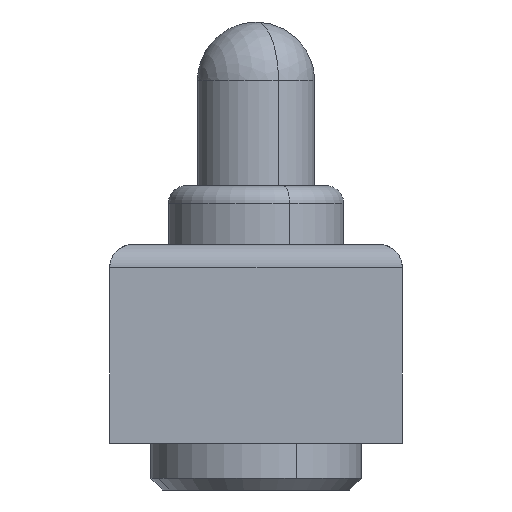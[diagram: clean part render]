
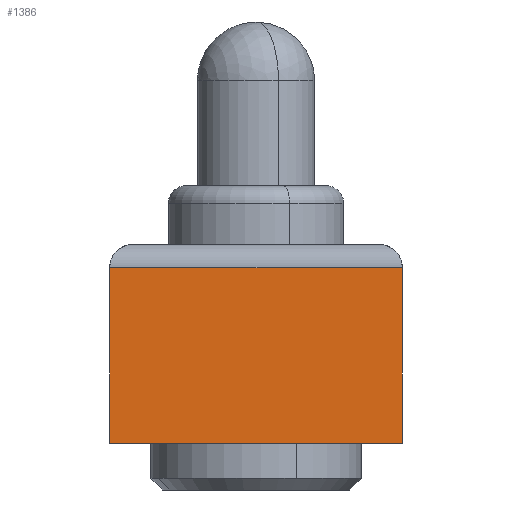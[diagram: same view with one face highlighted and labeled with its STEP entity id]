
A CAD part, left-side view. The second image highlights one B-rep face of the part: STEP entity #1386.
In plain terms, the highlighted planar face has unit normal (-1, 0, 0).
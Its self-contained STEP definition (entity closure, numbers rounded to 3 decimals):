
#12 = EDGE_CURVE ( 'NONE', #1417, #591, #1223, .T. ) ;
#48 = DIRECTION ( 'NONE',  ( 1., 0., 0. ) ) ;
#121 = ORIENTED_EDGE ( 'NONE', *, *, #152, .T. ) ;
#129 = VECTOR ( 'NONE', #1689, 1000. ) ;
#131 = ORIENTED_EDGE ( 'NONE', *, *, #1529, .T. ) ;
#152 = EDGE_CURVE ( 'NONE', #591, #1628, #243, .T. ) ;
#192 = ORIENTED_EDGE ( 'NONE', *, *, #12, .T. ) ;
#211 = EDGE_CURVE ( 'NONE', #1417, #1424, #685, .T. ) ;
#221 = AXIS2_PLACEMENT_3D ( 'NONE', #768, #48, #1390 ) ;
#243 = LINE ( 'NONE', #955, #1571 ) ;
#301 = CARTESIAN_POINT ( 'NONE',  ( 0., 1.25, 0. ) ) ;
#357 = DIRECTION ( 'NONE',  ( 0., 0., -1. ) ) ;
#391 = CARTESIAN_POINT ( 'NONE',  ( 0., 0., 0. ) ) ;
#535 = CARTESIAN_POINT ( 'NONE',  ( 0., -1.25, 1.7 ) ) ;
#591 = VERTEX_POINT ( 'NONE', #659 ) ;
#614 = ORIENTED_EDGE ( 'NONE', *, *, #211, .F. ) ;
#618 = CARTESIAN_POINT ( 'NONE',  ( 0., 0., 1.5 ) ) ;
#644 = VECTOR ( 'NONE', #1572, 1000. ) ;
#659 = CARTESIAN_POINT ( 'NONE',  ( 0., 1.25, 1.5 ) ) ;
#685 = LINE ( 'NONE', #535, #644 ) ;
#762 = VECTOR ( 'NONE', #1231, 1000. ) ;
#768 = CARTESIAN_POINT ( 'NONE',  ( 0., 0., 1.7 ) ) ;
#955 = CARTESIAN_POINT ( 'NONE',  ( 0., 1.25, 1.7 ) ) ;
#1103 = EDGE_LOOP ( 'NONE', ( #614, #192, #121, #131 ) ) ;
#1223 = LINE ( 'NONE', #618, #762 ) ;
#1231 = DIRECTION ( 'NONE',  ( 0., 1., 0. ) ) ;
#1361 = CARTESIAN_POINT ( 'NONE',  ( 0., -1.25, 1.5 ) ) ;
#1386 = ADVANCED_FACE ( 'NONE', ( #1670 ), #1643, .F. ) ;
#1390 = DIRECTION ( 'NONE',  ( 0., 1., 0. ) ) ;
#1417 = VERTEX_POINT ( 'NONE', #1361 ) ;
#1424 = VERTEX_POINT ( 'NONE', #1805 ) ;
#1529 = EDGE_CURVE ( 'NONE', #1628, #1424, #1716, .T. ) ;
#1571 = VECTOR ( 'NONE', #357, 1000. ) ;
#1572 = DIRECTION ( 'NONE',  ( 0., 0., -1. ) ) ;
#1628 = VERTEX_POINT ( 'NONE', #301 ) ;
#1643 = PLANE ( 'NONE',  #221 ) ;
#1670 = FACE_OUTER_BOUND ( 'NONE', #1103, .T. ) ;
#1689 = DIRECTION ( 'NONE',  ( 0., -1., 0. ) ) ;
#1716 = LINE ( 'NONE', #391, #129 ) ;
#1805 = CARTESIAN_POINT ( 'NONE',  ( 0., -1.25, 0. ) ) ;
